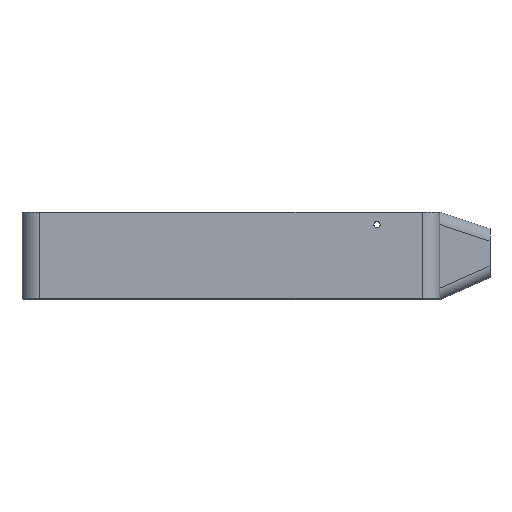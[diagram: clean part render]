
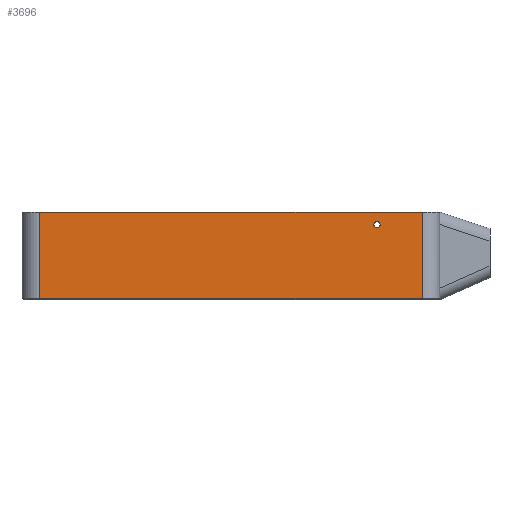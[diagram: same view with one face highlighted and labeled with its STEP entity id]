
A CAD part, left-side view. The second image highlights one B-rep face of the part: STEP entity #3696.
In plain terms, the highlighted planar face has unit normal (-1, 0, 0).
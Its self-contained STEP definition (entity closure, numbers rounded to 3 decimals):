
#211=LINE('',#6013,#458);
#287=LINE('',#6292,#534);
#308=LINE('',#6361,#555);
#309=LINE('',#6363,#556);
#458=VECTOR('',#4908,10.);
#534=VECTOR('',#5182,10.);
#555=VECTOR('',#5247,10.);
#556=VECTOR('',#5250,10.);
#842=FACE_BOUND('',#1382,.T.);
#1025=FACE_OUTER_BOUND('',#1381,.T.);
#1381=EDGE_LOOP('',(#3448,#3449,#3450,#3451));
#1382=EDGE_LOOP('',(#3452));
#1546=CIRCLE('',#3956,0.7);
#1780=VERTEX_POINT('',#5742);
#1853=VERTEX_POINT('',#6004);
#1855=VERTEX_POINT('',#6011);
#1928=VERTEX_POINT('',#6276);
#1935=VERTEX_POINT('',#6290);
#2184=EDGE_CURVE('',#1780,#1780,#1546,.T.);
#2291=EDGE_CURVE('',#1855,#1853,#211,.T.);
#2420=EDGE_CURVE('',#1935,#1928,#287,.T.);
#2447=EDGE_CURVE('',#1855,#1928,#308,.T.);
#2448=EDGE_CURVE('',#1853,#1935,#309,.T.);
#3448=ORIENTED_EDGE('',*,*,#2291,.F.);
#3449=ORIENTED_EDGE('',*,*,#2447,.T.);
#3450=ORIENTED_EDGE('',*,*,#2420,.F.);
#3451=ORIENTED_EDGE('',*,*,#2448,.F.);
#3452=ORIENTED_EDGE('',*,*,#2184,.T.);
#3512=PLANE('',#4142);
#3696=ADVANCED_FACE('',(#1025,#842),#3512,.T.);
#3956=AXIS2_PLACEMENT_3D('',#5743,#4712,#4713);
#4142=AXIS2_PLACEMENT_3D('',#6362,#5248,#5249);
#4712=DIRECTION('center_axis',(1.,0.,0.));
#4713=DIRECTION('ref_axis',(0.,-1.,0.));
#4908=DIRECTION('',(0.,1.,0.));
#5182=DIRECTION('',(0.,-1.,0.));
#5247=DIRECTION('',(0.,0.,1.));
#5248=DIRECTION('center_axis',(-1.,0.,0.));
#5249=DIRECTION('ref_axis',(0.,-1.,0.));
#5250=DIRECTION('',(0.,0.,1.));
#5742=CARTESIAN_POINT('',(-53.72,14.986,-2.873));
#5743=CARTESIAN_POINT('Origin',(-53.72,14.286,-2.873));
#6004=CARTESIAN_POINT('',(-53.72,91.05,-19.6));
#6011=CARTESIAN_POINT('',(-53.72,4.,-19.6));
#6013=CARTESIAN_POINT('',(-53.72,69.288,-19.6));
#6276=CARTESIAN_POINT('',(-53.72,4.,0.));
#6290=CARTESIAN_POINT('',(-53.72,91.05,0.));
#6292=CARTESIAN_POINT('',(-53.72,69.288,0.));
#6361=CARTESIAN_POINT('',(-53.72,4.,-20.));
#6362=CARTESIAN_POINT('Origin',(-53.72,91.05,-20.));
#6363=CARTESIAN_POINT('',(-53.72,91.05,-20.));
